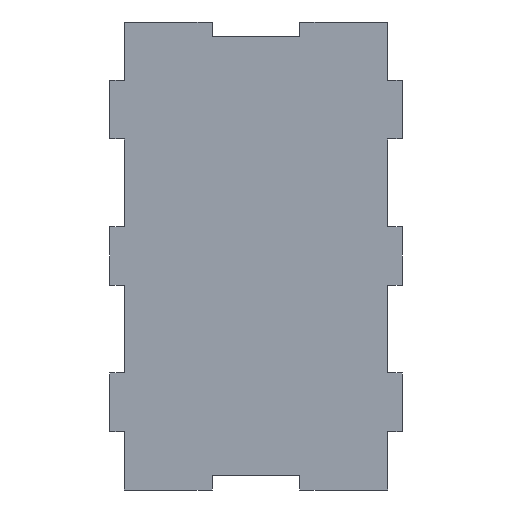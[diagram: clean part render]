
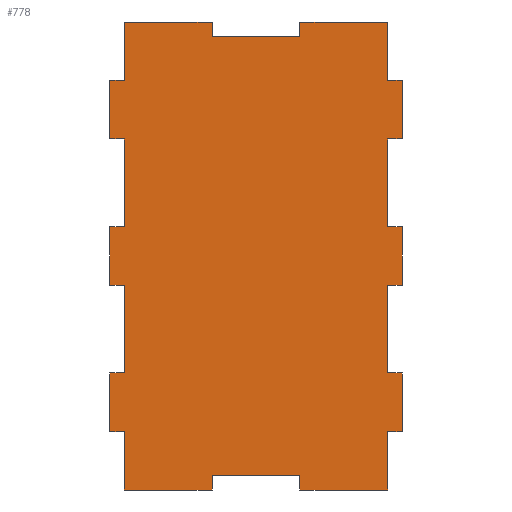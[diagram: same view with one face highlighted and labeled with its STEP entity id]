
A CAD part, left-side view. The second image highlights one B-rep face of the part: STEP entity #778.
In plain terms, the highlighted planar face has unit normal (-1, 0, 0).
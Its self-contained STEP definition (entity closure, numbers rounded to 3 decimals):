
#52=FACE_OUTER_BOUND('',#90,.T.);
#90=EDGE_LOOP('',(#667,#668,#669,#670,#671,#672,#673,#674,#675,#676,#677,
#678,#679,#680,#681,#682,#683,#684,#685,#686,#687,#688,#689,#690,#691,#692,
#693,#694,#695,#696,#697,#698,#699,#700,#701,#702));
#93=LINE('',#1025,#201);
#97=LINE('',#1032,#205);
#100=LINE('',#1038,#208);
#103=LINE('',#1044,#211);
#106=LINE('',#1050,#214);
#109=LINE('',#1056,#217);
#112=LINE('',#1062,#220);
#115=LINE('',#1068,#223);
#118=LINE('',#1074,#226);
#121=LINE('',#1080,#229);
#124=LINE('',#1086,#232);
#127=LINE('',#1092,#235);
#130=LINE('',#1098,#238);
#133=LINE('',#1104,#241);
#136=LINE('',#1110,#244);
#139=LINE('',#1116,#247);
#142=LINE('',#1122,#250);
#145=LINE('',#1128,#253);
#148=LINE('',#1134,#256);
#151=LINE('',#1140,#259);
#154=LINE('',#1146,#262);
#157=LINE('',#1152,#265);
#160=LINE('',#1158,#268);
#163=LINE('',#1164,#271);
#166=LINE('',#1170,#274);
#169=LINE('',#1176,#277);
#172=LINE('',#1182,#280);
#175=LINE('',#1188,#283);
#178=LINE('',#1194,#286);
#181=LINE('',#1200,#289);
#184=LINE('',#1206,#292);
#187=LINE('',#1212,#295);
#190=LINE('',#1218,#298);
#193=LINE('',#1224,#301);
#196=LINE('',#1230,#304);
#198=LINE('',#1233,#306);
#201=VECTOR('',#837,10.);
#205=VECTOR('',#843,10.);
#208=VECTOR('',#848,10.);
#211=VECTOR('',#853,10.);
#214=VECTOR('',#858,10.);
#217=VECTOR('',#863,10.);
#220=VECTOR('',#868,10.);
#223=VECTOR('',#873,10.);
#226=VECTOR('',#878,10.);
#229=VECTOR('',#883,10.);
#232=VECTOR('',#888,10.);
#235=VECTOR('',#893,10.);
#238=VECTOR('',#898,10.);
#241=VECTOR('',#903,10.);
#244=VECTOR('',#908,10.);
#247=VECTOR('',#913,10.);
#250=VECTOR('',#918,10.);
#253=VECTOR('',#923,10.);
#256=VECTOR('',#928,10.);
#259=VECTOR('',#933,10.);
#262=VECTOR('',#938,10.);
#265=VECTOR('',#943,10.);
#268=VECTOR('',#948,10.);
#271=VECTOR('',#953,10.);
#274=VECTOR('',#958,10.);
#277=VECTOR('',#963,10.);
#280=VECTOR('',#968,10.);
#283=VECTOR('',#973,10.);
#286=VECTOR('',#978,10.);
#289=VECTOR('',#983,10.);
#292=VECTOR('',#988,10.);
#295=VECTOR('',#993,10.);
#298=VECTOR('',#998,10.);
#301=VECTOR('',#1003,10.);
#304=VECTOR('',#1008,10.);
#306=VECTOR('',#1012,10.);
#309=VERTEX_POINT('',#1022);
#310=VERTEX_POINT('',#1024);
#312=VERTEX_POINT('',#1030);
#314=VERTEX_POINT('',#1036);
#316=VERTEX_POINT('',#1042);
#318=VERTEX_POINT('',#1048);
#320=VERTEX_POINT('',#1054);
#322=VERTEX_POINT('',#1060);
#324=VERTEX_POINT('',#1066);
#326=VERTEX_POINT('',#1072);
#328=VERTEX_POINT('',#1078);
#330=VERTEX_POINT('',#1084);
#332=VERTEX_POINT('',#1090);
#334=VERTEX_POINT('',#1096);
#336=VERTEX_POINT('',#1102);
#338=VERTEX_POINT('',#1108);
#340=VERTEX_POINT('',#1114);
#342=VERTEX_POINT('',#1120);
#344=VERTEX_POINT('',#1126);
#346=VERTEX_POINT('',#1132);
#348=VERTEX_POINT('',#1138);
#350=VERTEX_POINT('',#1144);
#352=VERTEX_POINT('',#1150);
#354=VERTEX_POINT('',#1156);
#356=VERTEX_POINT('',#1162);
#358=VERTEX_POINT('',#1168);
#360=VERTEX_POINT('',#1174);
#362=VERTEX_POINT('',#1180);
#364=VERTEX_POINT('',#1186);
#366=VERTEX_POINT('',#1192);
#368=VERTEX_POINT('',#1198);
#370=VERTEX_POINT('',#1204);
#372=VERTEX_POINT('',#1210);
#374=VERTEX_POINT('',#1216);
#376=VERTEX_POINT('',#1222);
#378=VERTEX_POINT('',#1228);
#381=EDGE_CURVE('',#309,#310,#93,.T.);
#385=EDGE_CURVE('',#312,#309,#97,.T.);
#388=EDGE_CURVE('',#314,#312,#100,.T.);
#391=EDGE_CURVE('',#316,#314,#103,.T.);
#394=EDGE_CURVE('',#318,#316,#106,.T.);
#397=EDGE_CURVE('',#320,#318,#109,.T.);
#400=EDGE_CURVE('',#322,#320,#112,.T.);
#403=EDGE_CURVE('',#324,#322,#115,.T.);
#406=EDGE_CURVE('',#326,#324,#118,.T.);
#409=EDGE_CURVE('',#328,#326,#121,.T.);
#412=EDGE_CURVE('',#330,#328,#124,.T.);
#415=EDGE_CURVE('',#332,#330,#127,.T.);
#418=EDGE_CURVE('',#334,#332,#130,.T.);
#421=EDGE_CURVE('',#336,#334,#133,.T.);
#424=EDGE_CURVE('',#338,#336,#136,.T.);
#427=EDGE_CURVE('',#340,#338,#139,.T.);
#430=EDGE_CURVE('',#342,#340,#142,.T.);
#433=EDGE_CURVE('',#344,#342,#145,.T.);
#436=EDGE_CURVE('',#346,#344,#148,.T.);
#439=EDGE_CURVE('',#348,#346,#151,.T.);
#442=EDGE_CURVE('',#350,#348,#154,.T.);
#445=EDGE_CURVE('',#352,#350,#157,.T.);
#448=EDGE_CURVE('',#354,#352,#160,.T.);
#451=EDGE_CURVE('',#356,#354,#163,.T.);
#454=EDGE_CURVE('',#358,#356,#166,.T.);
#457=EDGE_CURVE('',#360,#358,#169,.T.);
#460=EDGE_CURVE('',#362,#360,#172,.T.);
#463=EDGE_CURVE('',#364,#362,#175,.T.);
#466=EDGE_CURVE('',#366,#364,#178,.T.);
#469=EDGE_CURVE('',#368,#366,#181,.T.);
#472=EDGE_CURVE('',#370,#368,#184,.T.);
#475=EDGE_CURVE('',#372,#370,#187,.T.);
#478=EDGE_CURVE('',#374,#372,#190,.T.);
#481=EDGE_CURVE('',#376,#374,#193,.T.);
#484=EDGE_CURVE('',#378,#376,#196,.T.);
#486=EDGE_CURVE('',#310,#378,#198,.T.);
#667=ORIENTED_EDGE('',*,*,#486,.F.);
#668=ORIENTED_EDGE('',*,*,#381,.F.);
#669=ORIENTED_EDGE('',*,*,#385,.F.);
#670=ORIENTED_EDGE('',*,*,#388,.F.);
#671=ORIENTED_EDGE('',*,*,#391,.F.);
#672=ORIENTED_EDGE('',*,*,#394,.F.);
#673=ORIENTED_EDGE('',*,*,#397,.F.);
#674=ORIENTED_EDGE('',*,*,#400,.F.);
#675=ORIENTED_EDGE('',*,*,#403,.F.);
#676=ORIENTED_EDGE('',*,*,#406,.F.);
#677=ORIENTED_EDGE('',*,*,#409,.F.);
#678=ORIENTED_EDGE('',*,*,#412,.F.);
#679=ORIENTED_EDGE('',*,*,#415,.F.);
#680=ORIENTED_EDGE('',*,*,#418,.F.);
#681=ORIENTED_EDGE('',*,*,#421,.F.);
#682=ORIENTED_EDGE('',*,*,#424,.F.);
#683=ORIENTED_EDGE('',*,*,#427,.F.);
#684=ORIENTED_EDGE('',*,*,#430,.F.);
#685=ORIENTED_EDGE('',*,*,#433,.F.);
#686=ORIENTED_EDGE('',*,*,#436,.F.);
#687=ORIENTED_EDGE('',*,*,#439,.F.);
#688=ORIENTED_EDGE('',*,*,#442,.F.);
#689=ORIENTED_EDGE('',*,*,#445,.F.);
#690=ORIENTED_EDGE('',*,*,#448,.F.);
#691=ORIENTED_EDGE('',*,*,#451,.F.);
#692=ORIENTED_EDGE('',*,*,#454,.F.);
#693=ORIENTED_EDGE('',*,*,#457,.F.);
#694=ORIENTED_EDGE('',*,*,#460,.F.);
#695=ORIENTED_EDGE('',*,*,#463,.F.);
#696=ORIENTED_EDGE('',*,*,#466,.F.);
#697=ORIENTED_EDGE('',*,*,#469,.F.);
#698=ORIENTED_EDGE('',*,*,#472,.F.);
#699=ORIENTED_EDGE('',*,*,#475,.F.);
#700=ORIENTED_EDGE('',*,*,#478,.F.);
#701=ORIENTED_EDGE('',*,*,#481,.F.);
#702=ORIENTED_EDGE('',*,*,#484,.F.);
#740=PLANE('',#830);
#778=ADVANCED_FACE('',(#52),#740,.F.);
#830=AXIS2_PLACEMENT_3D('',#1235,#1015,#1016);
#837=DIRECTION('',(0.,-1.,0.));
#843=DIRECTION('',(0.,0.,1.));
#848=DIRECTION('',(0.,-1.,0.));
#853=DIRECTION('',(0.,0.,-1.));
#858=DIRECTION('',(0.,-1.,0.));
#863=DIRECTION('',(0.,0.,1.));
#868=DIRECTION('',(0.,-1.,0.));
#873=DIRECTION('',(0.,0.,1.));
#878=DIRECTION('',(0.,1.,0.));
#883=DIRECTION('',(0.,0.,1.));
#888=DIRECTION('',(0.,-1.,0.));
#893=DIRECTION('',(0.,0.,1.));
#898=DIRECTION('',(0.,1.,0.));
#903=DIRECTION('',(0.,0.,1.));
#908=DIRECTION('',(0.,-1.,0.));
#913=DIRECTION('',(0.,0.,1.));
#918=DIRECTION('',(0.,1.,0.));
#923=DIRECTION('',(0.,0.,1.));
#928=DIRECTION('',(0.,1.,0.));
#933=DIRECTION('',(0.,0.,-1.));
#938=DIRECTION('',(0.,1.,0.));
#943=DIRECTION('',(0.,0.,1.));
#948=DIRECTION('',(0.,1.,0.));
#953=DIRECTION('',(0.,0.,-1.));
#958=DIRECTION('',(0.,1.,0.));
#963=DIRECTION('',(0.,0.,-1.));
#968=DIRECTION('',(0.,-1.,0.));
#973=DIRECTION('',(0.,0.,-1.));
#978=DIRECTION('',(0.,1.,0.));
#983=DIRECTION('',(0.,0.,-1.));
#988=DIRECTION('',(0.,-1.,0.));
#993=DIRECTION('',(0.,0.,-1.));
#998=DIRECTION('',(0.,1.,0.));
#1003=DIRECTION('',(0.,0.,-1.));
#1008=DIRECTION('',(0.,-1.,0.));
#1012=DIRECTION('',(0.,0.,-1.));
#1015=DIRECTION('center_axis',(1.,0.,0.));
#1016=DIRECTION('ref_axis',(0.,0.,-1.));
#1022=CARTESIAN_POINT('',(-80.,-15.,80.));
#1024=CARTESIAN_POINT('',(-80.,-45.,80.));
#1025=CARTESIAN_POINT('',(-80.,-50.,80.));
#1030=CARTESIAN_POINT('',(-80.,-15.,75.));
#1032=CARTESIAN_POINT('',(-80.,-15.,80.));
#1036=CARTESIAN_POINT('',(-80.,15.,75.));
#1038=CARTESIAN_POINT('',(-80.,-15.,75.));
#1042=CARTESIAN_POINT('',(-80.,15.,80.));
#1044=CARTESIAN_POINT('',(-80.,15.,75.));
#1048=CARTESIAN_POINT('',(-80.,45.,80.));
#1050=CARTESIAN_POINT('',(-80.,-50.,80.));
#1054=CARTESIAN_POINT('',(-80.,45.,60.));
#1056=CARTESIAN_POINT('',(-80.,45.,80.));
#1060=CARTESIAN_POINT('',(-80.,50.,60.));
#1062=CARTESIAN_POINT('',(-80.,45.,60.));
#1066=CARTESIAN_POINT('',(-80.,50.,40.));
#1068=CARTESIAN_POINT('',(-80.,50.,40.));
#1072=CARTESIAN_POINT('',(-80.,45.,40.));
#1074=CARTESIAN_POINT('',(-80.,45.,40.));
#1078=CARTESIAN_POINT('',(-80.,45.,10.));
#1080=CARTESIAN_POINT('',(-80.,45.,40.));
#1084=CARTESIAN_POINT('',(-80.,50.,10.));
#1086=CARTESIAN_POINT('',(-80.,45.,10.));
#1090=CARTESIAN_POINT('',(-80.,50.,-10.));
#1092=CARTESIAN_POINT('',(-80.,50.,-10.));
#1096=CARTESIAN_POINT('',(-80.,45.,-10.));
#1098=CARTESIAN_POINT('',(-80.,45.,-10.));
#1102=CARTESIAN_POINT('',(-80.,45.,-40.));
#1104=CARTESIAN_POINT('',(-80.,45.,-10.));
#1108=CARTESIAN_POINT('',(-80.,50.,-40.));
#1110=CARTESIAN_POINT('',(-80.,45.,-40.));
#1114=CARTESIAN_POINT('',(-80.,50.,-60.));
#1116=CARTESIAN_POINT('',(-80.,50.,-60.));
#1120=CARTESIAN_POINT('',(-80.,45.,-60.));
#1122=CARTESIAN_POINT('',(-80.,45.,-60.));
#1126=CARTESIAN_POINT('',(-80.,45.,-80.));
#1128=CARTESIAN_POINT('',(-80.,45.,-60.));
#1132=CARTESIAN_POINT('',(-80.,15.,-80.));
#1134=CARTESIAN_POINT('',(-80.,50.,-80.));
#1138=CARTESIAN_POINT('',(-80.,15.,-75.));
#1140=CARTESIAN_POINT('',(-80.,15.,-80.));
#1144=CARTESIAN_POINT('',(-80.,-15.,-75.));
#1146=CARTESIAN_POINT('',(-80.,15.,-75.));
#1150=CARTESIAN_POINT('',(-80.,-15.,-80.));
#1152=CARTESIAN_POINT('',(-80.,-15.,-75.));
#1156=CARTESIAN_POINT('',(-80.,-45.,-80.));
#1158=CARTESIAN_POINT('',(-80.,50.,-80.));
#1162=CARTESIAN_POINT('',(-80.,-45.,-60.));
#1164=CARTESIAN_POINT('',(-80.,-45.,-80.));
#1168=CARTESIAN_POINT('',(-80.,-50.,-60.));
#1170=CARTESIAN_POINT('',(-80.,-45.,-60.));
#1174=CARTESIAN_POINT('',(-80.,-50.,-40.));
#1176=CARTESIAN_POINT('',(-80.,-50.,-40.));
#1180=CARTESIAN_POINT('',(-80.,-45.,-40.));
#1182=CARTESIAN_POINT('',(-80.,-45.,-40.));
#1186=CARTESIAN_POINT('',(-80.,-45.,-10.));
#1188=CARTESIAN_POINT('',(-80.,-45.,-40.));
#1192=CARTESIAN_POINT('',(-80.,-50.,-10.));
#1194=CARTESIAN_POINT('',(-80.,-45.,-10.));
#1198=CARTESIAN_POINT('',(-80.,-50.,10.));
#1200=CARTESIAN_POINT('',(-80.,-50.,10.));
#1204=CARTESIAN_POINT('',(-80.,-45.,10.));
#1206=CARTESIAN_POINT('',(-80.,-45.,10.));
#1210=CARTESIAN_POINT('',(-80.,-45.,40.));
#1212=CARTESIAN_POINT('',(-80.,-45.,10.));
#1216=CARTESIAN_POINT('',(-80.,-50.,40.));
#1218=CARTESIAN_POINT('',(-80.,-45.,40.));
#1222=CARTESIAN_POINT('',(-80.,-50.,60.));
#1224=CARTESIAN_POINT('',(-80.,-50.,60.));
#1228=CARTESIAN_POINT('',(-80.,-45.,60.));
#1230=CARTESIAN_POINT('',(-80.,-45.,60.));
#1233=CARTESIAN_POINT('',(-80.,-45.,60.));
#1235=CARTESIAN_POINT('Origin',(-80.,0.,0.));
